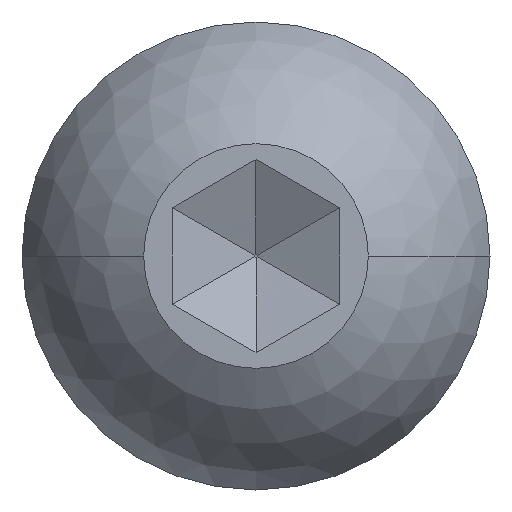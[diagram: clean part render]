
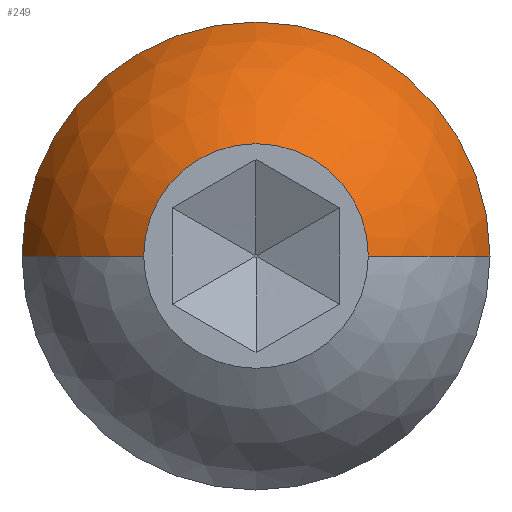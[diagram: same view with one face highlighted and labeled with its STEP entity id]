
A CAD part, left-side view. The second image highlights one B-rep face of the part: STEP entity #249.
In plain terms, the highlighted spherical face has radius 7.304 mm.
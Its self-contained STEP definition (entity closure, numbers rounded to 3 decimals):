
#3 = ORIENTED_EDGE ( 'NONE', *, *, #653, .T. ) ;
#6 = DIRECTION ( 'NONE',  ( 0., 0., 1. ) ) ;
#13 = DIRECTION ( 'NONE',  ( -1., 0., 0. ) ) ;
#44 = CARTESIAN_POINT ( 'NONE',  ( 6.485, 0., 0. ) ) ;
#48 = CARTESIAN_POINT ( 'NONE',  ( 0., 3.36, 0. ) ) ;
#93 = CARTESIAN_POINT ( 'NONE',  ( 6.485, 0., 0. ) ) ;
#102 = VERTEX_POINT ( 'NONE', #729 ) ;
#127 = VERTEX_POINT ( 'NONE', #654 ) ;
#167 = DIRECTION ( 'NONE',  ( 1., 0., 0. ) ) ;
#194 = DIRECTION ( 'NONE',  ( -1., 0., 0. ) ) ;
#224 = CARTESIAN_POINT ( 'NONE',  ( 4.4, 0., 0. ) ) ;
#249 = ADVANCED_FACE ( 'NONE', ( #874 ), #250, .T. ) ;
#250 = SPHERICAL_SURFACE ( 'NONE', #531, 7.304 ) ;
#275 = ORIENTED_EDGE ( 'NONE', *, *, #659, .F. ) ;
#282 = VERTEX_POINT ( 'NONE', #48 ) ;
#289 = DIRECTION ( 'NONE',  ( 0., 0., 1. ) ) ;
#393 = DIRECTION ( 'NONE',  ( 0., -1., 0. ) ) ;
#409 = CARTESIAN_POINT ( 'NONE',  ( 4.4, 7., 0. ) ) ;
#441 = CARTESIAN_POINT ( 'NONE',  ( 6.485, 0., 0. ) ) ;
#446 = CIRCLE ( 'NONE', #479, 3.36 ) ;
#454 = CARTESIAN_POINT ( 'NONE',  ( 0., 0., 0. ) ) ;
#462 = AXIS2_PLACEMENT_3D ( 'NONE', #93, #632, #167 ) ;
#469 = AXIS2_PLACEMENT_3D ( 'NONE', #224, #782, #289 ) ;
#470 = AXIS2_PLACEMENT_3D ( 'NONE', #441, #6, #539 ) ;
#479 = AXIS2_PLACEMENT_3D ( 'NONE', #454, #13, #549 ) ;
#531 = AXIS2_PLACEMENT_3D ( 'NONE', #44, #194, #393 ) ;
#535 = CIRCLE ( 'NONE', #469, 7. ) ;
#539 = DIRECTION ( 'NONE',  ( 0., 1., 0. ) ) ;
#549 = DIRECTION ( 'NONE',  ( 0., 0., 1. ) ) ;
#576 = EDGE_LOOP ( 'NONE', ( #872, #3, #275, #839 ) ) ;
#577 = EDGE_CURVE ( 'NONE', #127, #282, #446, .T. ) ;
#632 = DIRECTION ( 'NONE',  ( 0., 0., -1. ) ) ;
#647 = EDGE_CURVE ( 'NONE', #127, #102, #778, .T. ) ;
#653 = EDGE_CURVE ( 'NONE', #102, #971, #535, .T. ) ;
#654 = CARTESIAN_POINT ( 'NONE',  ( 0., -3.36, 0. ) ) ;
#659 = EDGE_CURVE ( 'NONE', #282, #971, #914, .T. ) ;
#729 = CARTESIAN_POINT ( 'NONE',  ( 4.4, -7., 0. ) ) ;
#778 = CIRCLE ( 'NONE', #470, 7.304 ) ;
#782 = DIRECTION ( 'NONE',  ( -1., 0., 0. ) ) ;
#839 = ORIENTED_EDGE ( 'NONE', *, *, #577, .F. ) ;
#872 = ORIENTED_EDGE ( 'NONE', *, *, #647, .T. ) ;
#874 = FACE_OUTER_BOUND ( 'NONE', #576, .T. ) ;
#914 = CIRCLE ( 'NONE', #462, 7.304 ) ;
#971 = VERTEX_POINT ( 'NONE', #409 ) ;
